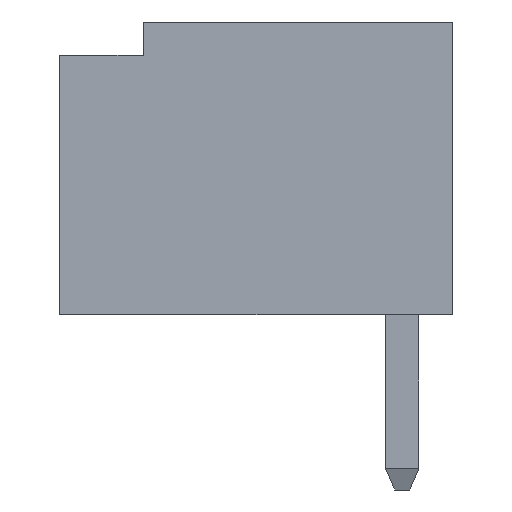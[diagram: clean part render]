
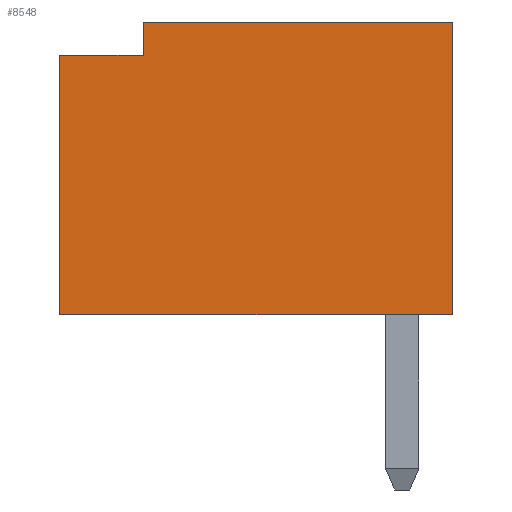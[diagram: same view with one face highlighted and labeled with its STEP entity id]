
A CAD part, left-side view. The second image highlights one B-rep face of the part: STEP entity #8548.
In plain terms, the highlighted planar face has unit normal (-1, 0, 0).
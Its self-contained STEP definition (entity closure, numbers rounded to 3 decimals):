
#573 = CARTESIAN_POINT ( 'NONE',  ( -8.375, 0., -1.75 ) ) ;
#856 = CARTESIAN_POINT ( 'NONE',  ( -8.375, 4.7, 1.35 ) ) ;
#1132 = VECTOR ( 'NONE', #10904, 1000. ) ;
#1666 = DIRECTION ( 'NONE',  ( 0., 1., 0. ) ) ;
#1673 = EDGE_CURVE ( 'NONE', #2189, #5070, #9010, .T. ) ;
#1702 = PLANE ( 'NONE',  #2026 ) ;
#1703 = DIRECTION ( 'NONE',  ( 0., 0., -1. ) ) ;
#1915 = EDGE_CURVE ( 'NONE', #2189, #11485, #10632, .T. ) ;
#2026 = AXIS2_PLACEMENT_3D ( 'NONE', #3446, #9421, #2615 ) ;
#2189 = VERTEX_POINT ( 'NONE', #6366 ) ;
#2265 = EDGE_LOOP ( 'NONE', ( #12357, #11890, #7902, #3964, #12204, #4944 ) ) ;
#2500 = CARTESIAN_POINT ( 'NONE',  ( -8.375, 0., 1.75 ) ) ;
#2615 = DIRECTION ( 'NONE',  ( 0., 0., 1. ) ) ;
#3077 = VECTOR ( 'NONE', #1666, 1000. ) ;
#3442 = VERTEX_POINT ( 'NONE', #5221 ) ;
#3446 = CARTESIAN_POINT ( 'NONE',  ( -8.375, 0., -1.75 ) ) ;
#3478 = CARTESIAN_POINT ( 'NONE',  ( -8.375, 0., 1.75 ) ) ;
#3964 = ORIENTED_EDGE ( 'NONE', *, *, #7984, .T. ) ;
#4944 = ORIENTED_EDGE ( 'NONE', *, *, #11578, .F. ) ;
#5070 = VERTEX_POINT ( 'NONE', #11996 ) ;
#5221 = CARTESIAN_POINT ( 'NONE',  ( -8.375, 4.7, 1.35 ) ) ;
#5594 = EDGE_CURVE ( 'NONE', #5070, #3442, #10318, .T. ) ;
#5599 = FACE_OUTER_BOUND ( 'NONE', #2265, .T. ) ;
#5641 = DIRECTION ( 'NONE',  ( 0., 0., 1. ) ) ;
#5658 = CARTESIAN_POINT ( 'NONE',  ( -8.375, 3.7, 1.35 ) ) ;
#6204 = VECTOR ( 'NONE', #8819, 1000. ) ;
#6366 = CARTESIAN_POINT ( 'NONE',  ( -8.375, 0., -1.75 ) ) ;
#6743 = LINE ( 'NONE', #3478, #3077 ) ;
#7132 = VECTOR ( 'NONE', #11439, 1000. ) ;
#7902 = ORIENTED_EDGE ( 'NONE', *, *, #1915, .T. ) ;
#7908 = CARTESIAN_POINT ( 'NONE',  ( -8.375, 0., -1.75 ) ) ;
#7911 = CARTESIAN_POINT ( 'NONE',  ( -8.375, 3.7, 1.75 ) ) ;
#7984 = EDGE_CURVE ( 'NONE', #11485, #10766, #6743, .T. ) ;
#8546 = VERTEX_POINT ( 'NONE', #5658 ) ;
#8548 = ADVANCED_FACE ( 'NONE', ( #5599 ), #1702, .T. ) ;
#8819 = DIRECTION ( 'NONE',  ( 0., -1., 0. ) ) ;
#9010 = LINE ( 'NONE', #7908, #1132 ) ;
#9280 = CARTESIAN_POINT ( 'NONE',  ( -8.375, 3.7, 1.75 ) ) ;
#9421 = DIRECTION ( 'NONE',  ( -1., 0., 0. ) ) ;
#9525 = CARTESIAN_POINT ( 'NONE',  ( -8.375, 4.7, -1.75 ) ) ;
#9671 = LINE ( 'NONE', #7911, #11859 ) ;
#10087 = VECTOR ( 'NONE', #5641, 1000. ) ;
#10318 = LINE ( 'NONE', #9525, #7132 ) ;
#10450 = EDGE_CURVE ( 'NONE', #10766, #8546, #9671, .T. ) ;
#10632 = LINE ( 'NONE', #573, #10087 ) ;
#10766 = VERTEX_POINT ( 'NONE', #9280 ) ;
#10904 = DIRECTION ( 'NONE',  ( 0., 1., 0. ) ) ;
#11439 = DIRECTION ( 'NONE',  ( 0., 0., 1. ) ) ;
#11485 = VERTEX_POINT ( 'NONE', #2500 ) ;
#11578 = EDGE_CURVE ( 'NONE', #3442, #8546, #11774, .T. ) ;
#11774 = LINE ( 'NONE', #856, #6204 ) ;
#11859 = VECTOR ( 'NONE', #1703, 1000. ) ;
#11890 = ORIENTED_EDGE ( 'NONE', *, *, #1673, .F. ) ;
#11996 = CARTESIAN_POINT ( 'NONE',  ( -8.375, 4.7, -1.75 ) ) ;
#12204 = ORIENTED_EDGE ( 'NONE', *, *, #10450, .T. ) ;
#12357 = ORIENTED_EDGE ( 'NONE', *, *, #5594, .F. ) ;
